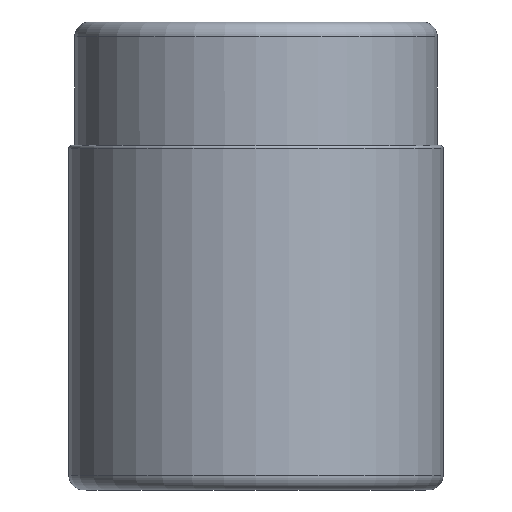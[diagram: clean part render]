
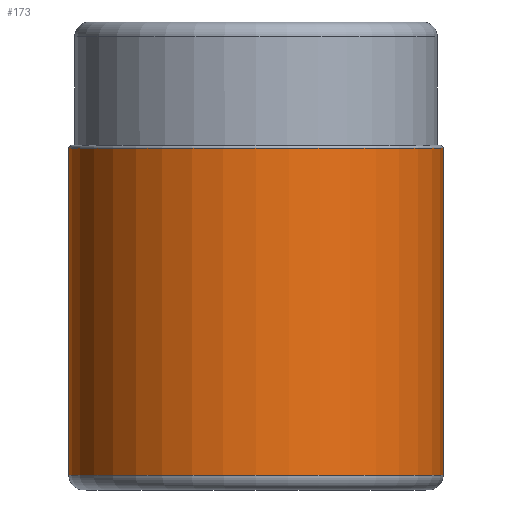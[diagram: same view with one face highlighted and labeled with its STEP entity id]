
A CAD part, front view. The second image highlights one B-rep face of the part: STEP entity #173.
In plain terms, the highlighted cylindrical face has radius 25.4 mm (diameter 50.8 mm), a partial arc.
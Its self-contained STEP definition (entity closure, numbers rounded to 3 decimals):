
#128=CYLINDRICAL_SURFACE('',#2674,25.4);
#173=ADVANCED_FACE('',(#377),#128,.T.);
#377=FACE_OUTER_BOUND('',#515,.T.);
#515=EDGE_LOOP('',(#730,#731,#732,#733));
#730=ORIENTED_EDGE('',*,*,#1621,.T.);
#731=ORIENTED_EDGE('',*,*,#1630,.F.);
#732=ORIENTED_EDGE('',*,*,#1622,.F.);
#733=ORIENTED_EDGE('',*,*,#1618,.F.);
#1382=VERTEX_POINT('',#4243);
#1383=VERTEX_POINT('',#4245);
#1384=VERTEX_POINT('',#4251);
#1385=VERTEX_POINT('',#4253);
#1618=EDGE_CURVE('',#1382,#1383,#2003,.T.);
#1621=EDGE_CURVE('',#1382,#1384,#2357,.T.);
#1622=EDGE_CURVE('',#1383,#1385,#2358,.T.);
#1630=EDGE_CURVE('',#1385,#1384,#2013,.T.);
#2003=CIRCLE('',#2657,25.4);
#2013=CIRCLE('',#2672,25.4);
#2357=LINE('',#4250,#2428);
#2358=LINE('',#4252,#2429);
#2428=VECTOR('',#3201,1.);
#2429=VECTOR('',#3202,1.);
#2657=AXIS2_PLACEMENT_3D('',#4244,#3191,#3192);
#2672=AXIS2_PLACEMENT_3D('',#4268,#3223,#3224);
#2674=AXIS2_PLACEMENT_3D('',#4270,#3227,#3228);
#3191=DIRECTION('',(0.,0.,-1.));
#3192=DIRECTION('',(1.,0.,0.));
#3201=DIRECTION('',(0.,0.,1.));
#3202=DIRECTION('',(0.,0.,1.));
#3223=DIRECTION('',(0.,0.,1.));
#3224=DIRECTION('',(-1.,0.,0.));
#3227=DIRECTION('',(0.,0.,-1.));
#3228=DIRECTION('',(1.,0.,0.));
#4243=CARTESIAN_POINT('',(25.4,0.,-61.5));
#4244=CARTESIAN_POINT('',(0.,0.,-61.5));
#4245=CARTESIAN_POINT('',(-25.4,0.,-61.5));
#4250=CARTESIAN_POINT('',(25.4,0.,-17.124));
#4251=CARTESIAN_POINT('',(25.4,0.,-17.124));
#4252=CARTESIAN_POINT('',(-25.4,0.,-17.124));
#4253=CARTESIAN_POINT('',(-25.4,0.,-17.124));
#4268=CARTESIAN_POINT('',(0.,0.,-17.124));
#4270=CARTESIAN_POINT('',(0.,0.,-13.291));
